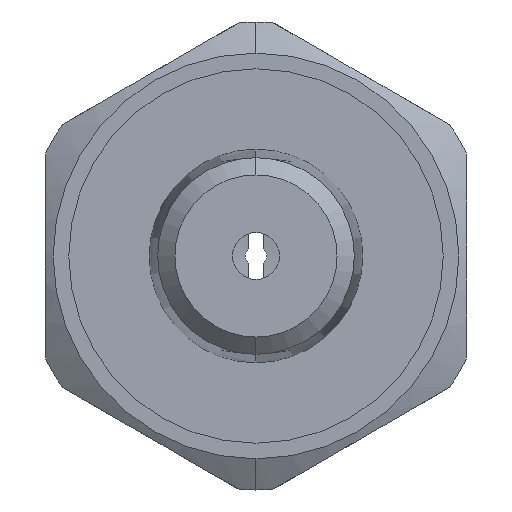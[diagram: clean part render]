
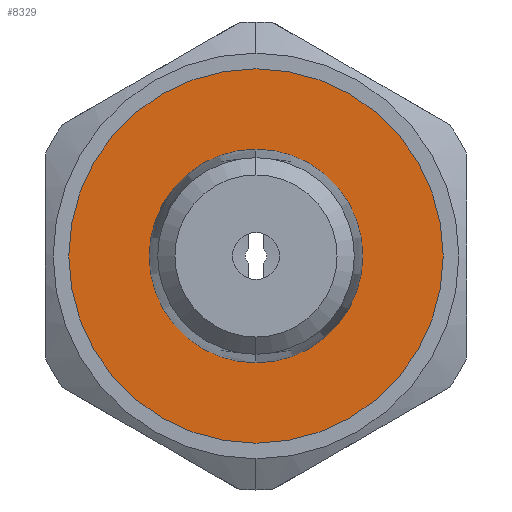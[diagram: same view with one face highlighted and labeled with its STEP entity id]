
A CAD part, front view. The second image highlights one B-rep face of the part: STEP entity #8329.
In plain terms, the highlighted planar face has unit normal (0, -1, 0).
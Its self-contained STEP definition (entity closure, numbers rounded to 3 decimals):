
#746 = CIRCLE ( 'NONE', #13058, 6.85 ) ;
#989 = DIRECTION ( 'NONE',  ( 0., 0., -1. ) ) ;
#2719 = FACE_BOUND ( 'NONE', #6480, .T. ) ;
#3297 = DIRECTION ( 'NONE',  ( 0., -1., 0. ) ) ;
#3314 = CARTESIAN_POINT ( 'NONE',  ( 0., 0., 0. ) ) ;
#3342 = AXIS2_PLACEMENT_3D ( 'NONE', #14792, #7464, #11252 ) ;
#4666 = CIRCLE ( 'NONE', #10727, 12. ) ;
#4829 = CIRCLE ( 'NONE', #3342, 6.85 ) ;
#4852 = CARTESIAN_POINT ( 'NONE',  ( 0., 0., -6.85 ) ) ;
#5918 = EDGE_CURVE ( 'NONE', #6042, #13426, #746, .T. ) ;
#6042 = VERTEX_POINT ( 'NONE', #14062 ) ;
#6394 = ORIENTED_EDGE ( 'NONE', *, *, #5918, .F. ) ;
#6480 = EDGE_LOOP ( 'NONE', ( #6394, #12283 ) ) ;
#6926 = EDGE_CURVE ( 'NONE', #10098, #13727, #9809, .T. ) ;
#6932 = AXIS2_PLACEMENT_3D ( 'NONE', #12923, #9381, #11672 ) ;
#7018 = CARTESIAN_POINT ( 'NONE',  ( 0., 0., -12. ) ) ;
#7464 = DIRECTION ( 'NONE',  ( 0., -1., 0. ) ) ;
#8198 = ORIENTED_EDGE ( 'NONE', *, *, #6926, .T. ) ;
#8304 = AXIS2_PLACEMENT_3D ( 'NONE', #9313, #3297, #9540 ) ;
#8329 = ADVANCED_FACE ( 'NONE', ( #2719, #13341 ), #12530, .F. ) ;
#8597 = EDGE_CURVE ( 'NONE', #13426, #6042, #4829, .T. ) ;
#8915 = DIRECTION ( 'NONE',  ( 0., -1., 0. ) ) ;
#9313 = CARTESIAN_POINT ( 'NONE',  ( 0., 0., 0. ) ) ;
#9381 = DIRECTION ( 'NONE',  ( 0., 1., 0. ) ) ;
#9540 = DIRECTION ( 'NONE',  ( 0., 0., -1. ) ) ;
#9548 = EDGE_LOOP ( 'NONE', ( #13139, #8198 ) ) ;
#9809 = CIRCLE ( 'NONE', #8304, 12. ) ;
#10098 = VERTEX_POINT ( 'NONE', #12736 ) ;
#10194 = CARTESIAN_POINT ( 'NONE',  ( 0., 0., 0. ) ) ;
#10727 = AXIS2_PLACEMENT_3D ( 'NONE', #3314, #15140, #989 ) ;
#11252 = DIRECTION ( 'NONE',  ( 0., 0., -1. ) ) ;
#11672 = DIRECTION ( 'NONE',  ( 0., 0., 1. ) ) ;
#12283 = ORIENTED_EDGE ( 'NONE', *, *, #8597, .F. ) ;
#12530 = PLANE ( 'NONE',  #6932 ) ;
#12736 = CARTESIAN_POINT ( 'NONE',  ( 0., 0., 12. ) ) ;
#12923 = CARTESIAN_POINT ( 'NONE',  ( 13.5, 0., 7.794 ) ) ;
#13058 = AXIS2_PLACEMENT_3D ( 'NONE', #10194, #8915, #13816 ) ;
#13078 = EDGE_CURVE ( 'NONE', #13727, #10098, #4666, .T. ) ;
#13139 = ORIENTED_EDGE ( 'NONE', *, *, #13078, .T. ) ;
#13341 = FACE_OUTER_BOUND ( 'NONE', #9548, .T. ) ;
#13426 = VERTEX_POINT ( 'NONE', #4852 ) ;
#13727 = VERTEX_POINT ( 'NONE', #7018 ) ;
#13816 = DIRECTION ( 'NONE',  ( 0., 0., -1. ) ) ;
#14062 = CARTESIAN_POINT ( 'NONE',  ( 0., 0., 6.85 ) ) ;
#14792 = CARTESIAN_POINT ( 'NONE',  ( 0., 0., 0. ) ) ;
#15140 = DIRECTION ( 'NONE',  ( 0., -1., 0. ) ) ;
